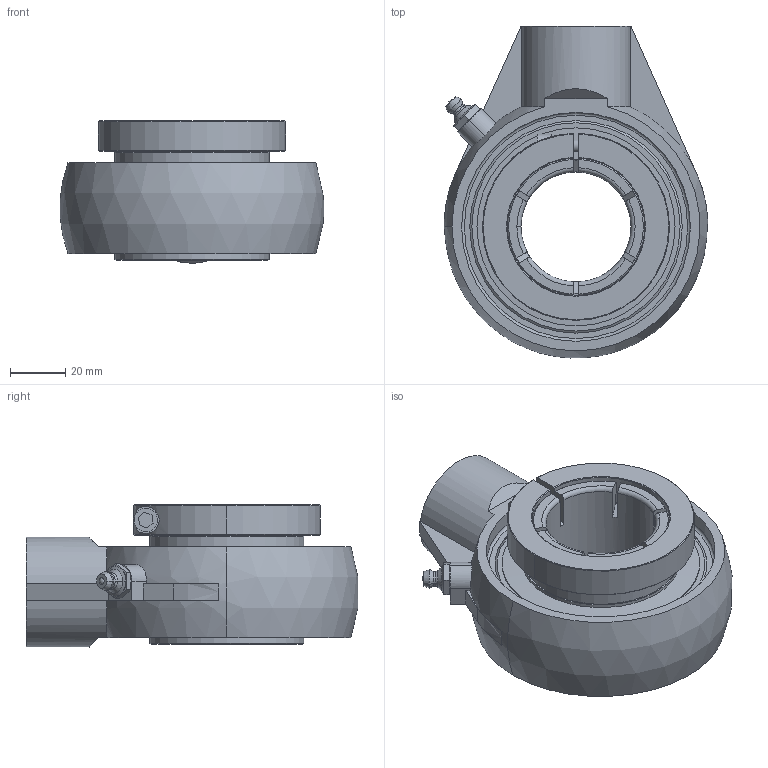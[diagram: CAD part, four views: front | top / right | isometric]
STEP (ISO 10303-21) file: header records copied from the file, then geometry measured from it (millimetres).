
FILE_DESCRIPTION(('HOOPS Exchange Step'),'2;1');
FILE_NAME('export-DE364BFF-B5A1-497C-A08B-80637F0E1240.stp','2019-12-13T13:45:41-08:00',('ibuslach'),('Alibre'),'HOOPS Exchange 2019.2','Alibre','Unknown authorisation');
FILE_SCHEMA( ('AP242_MANAGED_MODEL_BASED_3D_ENGINEERING_MIM_LF {1 0 10303 442 1 1 4 }') );
Length unit declared in the file: centimetre
Products named in the file (8): MRN SHA 208; ZERK 6mm; SUE 208 LOCK RING; SUE 208 SHIELD; SUE 208 RACES; SUE 207 BOLT; MRN SUE 208; MRN SUEHA 208
Assembly tree (8 placements, depth 3):
  MRN SUEHA 208
    MRN SHA 208
    ZERK 6mm
    MRN SUE 208
      SUE 208 LOCK RING
      SUE 208 SHIELD  x2
      SUE 208 RACES
      SUE 207 BOLT
Bounding box: 95.81 x 120.62 x 51.67 mm (x, y, z)
Volume: 182900.2 mm3; surface area: 74518.2 mm2
Topology: 8 solids, 8 shells, 235 faces, 647 edges, 427 vertices
Faces by surface type: plane 86, cylinder 59, cone 54, torus 21, sphere 11, bspline 4
Full cylindrical faces by diameter (mm): 1.482 x2, 4.134 x1, 4.137 x1, 5.8 x1, 6 x2, 8.5 x1, 19.05 x1, 40 x1, 56 x4, 57.016 x2, 68 x1, 72 x2, 83.195 x1, 85.195 x1
Entity records: 12366 total; most frequent: CARTESIAN_POINT 6367, DIRECTION 1263, ORIENTED_EDGE 1240, EDGE_CURVE 620, AXIS2_PLACEMENT_3D 524, VERTEX_POINT 413, CIRCLE 274, EDGE_LOOP 253
